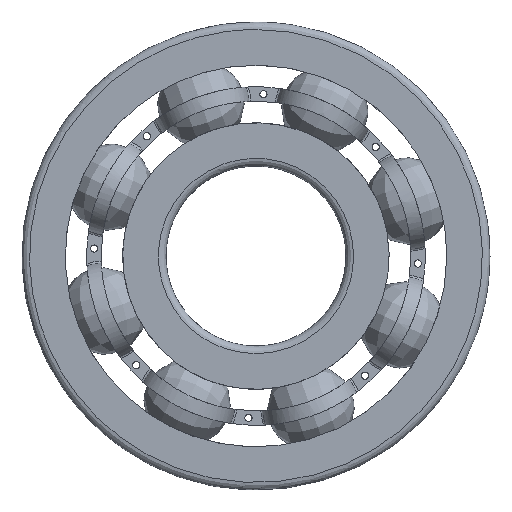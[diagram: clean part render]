
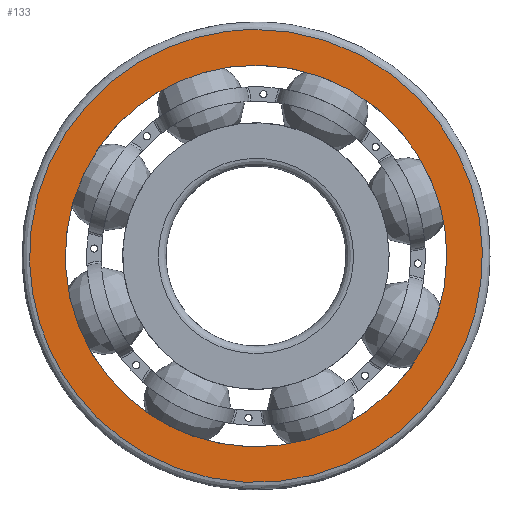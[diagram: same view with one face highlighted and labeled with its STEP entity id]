
A CAD part, left-side view. The second image highlights one B-rep face of the part: STEP entity #133.
In plain terms, the highlighted free-form (B-spline) face has degree [1, 1] with [2, 2] control points.
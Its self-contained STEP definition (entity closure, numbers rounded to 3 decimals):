
#40 = VERTEX_POINT('',#41);
#41 = CARTESIAN_POINT('',(-12.878,0.,
    52.261));
#47 = EDGE_CURVE('',#40,#40,#48,.T.);
#48 = ( BOUNDED_CURVE() B_SPLINE_CURVE(2,(#49,#50,#51,#52,#53,#54,#55),
.UNSPECIFIED.,.T.,.F.) B_SPLINE_CURVE_WITH_KNOTS((3,2,2,3),(
    4.712,6.807,8.901,10.996),
.PIECEWISE_BEZIER_KNOTS.) CURVE() GEOMETRIC_REPRESENTATION_ITEM() 
RATIONAL_B_SPLINE_CURVE((1.,0.5,1.,0.5,1.,0.5,1.)) REPRESENTATION_ITEM(
  '') );
#49 = CARTESIAN_POINT('',(-12.878,0.,
    52.261));
#50 = CARTESIAN_POINT('',(-12.878,-90.519,
    52.261));
#51 = CARTESIAN_POINT('',(-12.878,-45.259,
    -26.131));
#52 = CARTESIAN_POINT('',(-12.878,0.,
    -104.522));
#53 = CARTESIAN_POINT('',(-12.878,45.259,
    -26.131));
#54 = CARTESIAN_POINT('',(-12.878,90.519,
    52.261));
#55 = CARTESIAN_POINT('',(-12.878,0.,
    52.261));
#133 = ADVANCED_FACE('',(#134,#137),#151,.T.);
#134 = FACE_BOUND('',#135,.T.);
#135 = EDGE_LOOP('',(#136));
#136 = ORIENTED_EDGE('',*,*,#47,.F.);
#137 = FACE_BOUND('',#138,.T.);
#138 = EDGE_LOOP('',(#139));
#139 = ORIENTED_EDGE('',*,*,#140,.T.);
#140 = EDGE_CURVE('',#141,#141,#143,.T.);
#141 = VERTEX_POINT('',#142);
#142 = CARTESIAN_POINT('',(-12.878,-44.036,
    0.));
#143 = ( BOUNDED_CURVE() B_SPLINE_CURVE(2,(#144,#145,#146,#147,#148,#149
,#150),.UNSPECIFIED.,.T.,.F.) B_SPLINE_CURVE_WITH_KNOTS((3,2,2,3),(
    4.712,6.807,8.901,10.996),
.PIECEWISE_BEZIER_KNOTS.) CURVE() GEOMETRIC_REPRESENTATION_ITEM() 
RATIONAL_B_SPLINE_CURVE((1.,0.5,1.,0.5,1.,0.5,1.)) REPRESENTATION_ITEM(
  '') );
#144 = CARTESIAN_POINT('',(-12.878,-44.036,
    0.));
#145 = CARTESIAN_POINT('',(-12.878,-44.036,
    -76.272));
#146 = CARTESIAN_POINT('',(-12.878,22.018,
    -38.136));
#147 = CARTESIAN_POINT('',(-12.878,88.071,
    0.));
#148 = CARTESIAN_POINT('',(-12.878,22.018,
    38.136));
#149 = CARTESIAN_POINT('',(-12.878,-44.036,
    76.272));
#150 = CARTESIAN_POINT('',(-12.878,-44.036,
    0.));
#151 = B_SPLINE_SURFACE_WITH_KNOTS('',1,1,(
    (#152,#153)
    ,(#154,#155
    )),.UNSPECIFIED.,.F.,.F.,.F.,(2,2),(2,2),(-62.9,62.9),(-127.9,-2.1),
  .PIECEWISE_BEZIER_KNOTS.);
#152 = CARTESIAN_POINT('',(-12.878,-52.261,-52.261
    ));
#153 = CARTESIAN_POINT('',(-12.878,52.261,
    -52.261));
#154 = CARTESIAN_POINT('',(-12.878,-52.261,
    52.261));
#155 = CARTESIAN_POINT('',(-12.878,52.261,
    52.261));
